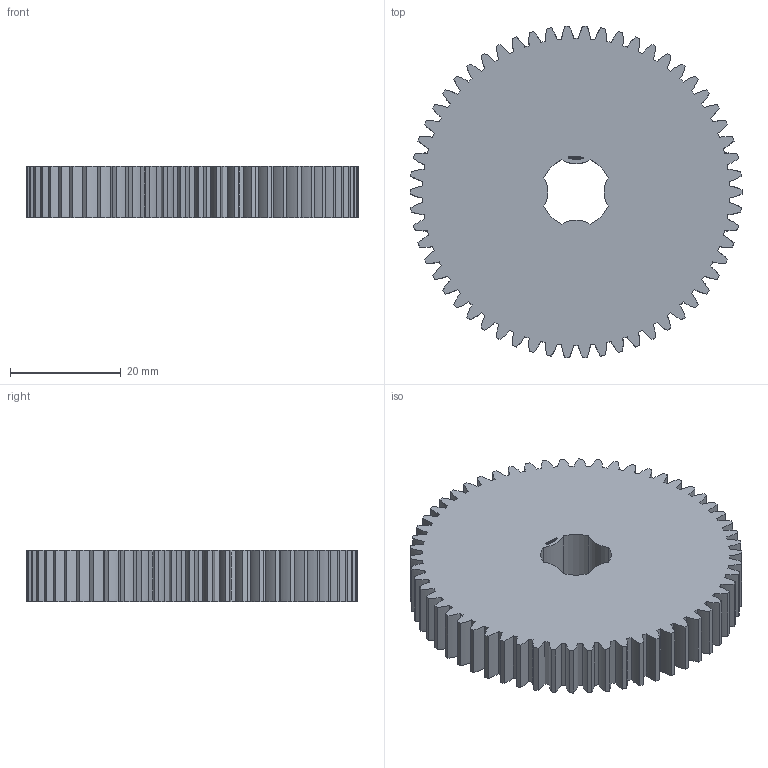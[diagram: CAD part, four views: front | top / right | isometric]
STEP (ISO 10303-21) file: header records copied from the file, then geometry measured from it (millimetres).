
FILE_DESCRIPTION(('FreeCAD Model'),'2;1');
FILE_NAME('Open CASCADE Shape Model','2024-03-10T19:50:16',(''),(''), 'Open CASCADE STEP processor 7.6','FreeCAD','Unknown');
FILE_SCHEMA(('AUTOMOTIVE_DESIGN { 1 0 10303 214 1 1 1 1 }'));
Products named in the file (1): Gear Wheel PLN TTH58 BU00.75 SFT-SHD - SPN-GWH-0211 (stemfie.org)
Bounding box: 59.99 x 59.95 x 9.38 mm (x, y, z)
Volume: 23610.3 mm3; surface area: 8872.6 mm2
Topology: 1 solids, 1 shells, 681 faces, 1950 edges, 1300 vertices
Faces by surface type: extrusion 346, plane 327, cylinder 8
Entity records: 63068 total; most frequent: CARTESIAN_POINT 21742, DIRECTION 5500, VECTOR 4780, LINE 4434, ORIENTED_EDGE 3900, PCURVE 3900, DEFINITIONAL_REPRESENTATION 3900, EDGE_CURVE 1950
